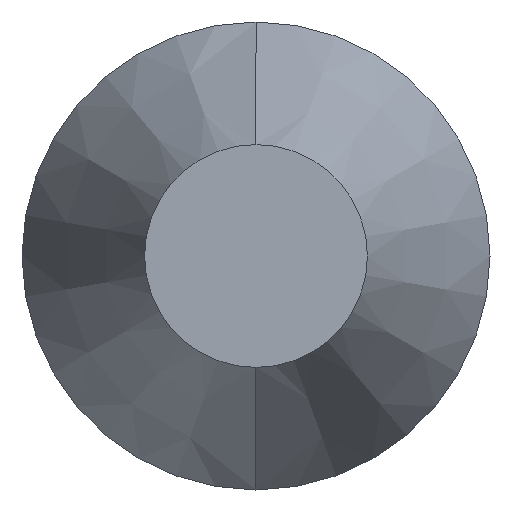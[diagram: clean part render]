
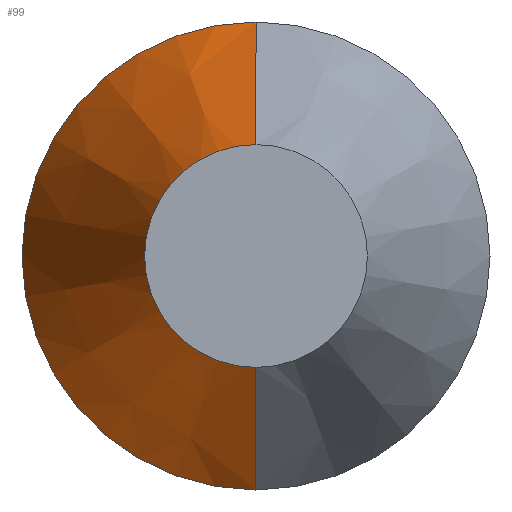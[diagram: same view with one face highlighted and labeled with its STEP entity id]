
A CAD part, left-side view. The second image highlights one B-rep face of the part: STEP entity #99.
In plain terms, the highlighted conical face has half-angle 22.416 degrees and reference radius 80.01 mm.
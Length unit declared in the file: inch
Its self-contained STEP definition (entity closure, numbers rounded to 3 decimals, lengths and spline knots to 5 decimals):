
#2 = ORIENTED_EDGE ( 'NONE', *, *, #241, .F. ) ;
#5 = ORIENTED_EDGE ( 'NONE', *, *, #248, .T. ) ;
#20 = VERTEX_POINT ( 'NONE', #222 ) ;
#30 = CARTESIAN_POINT ( 'NONE',  ( 5.5, 0., 0. ) ) ;
#31 = AXIS2_PLACEMENT_3D ( 'NONE', #30, #50, #234 ) ;
#38 = CARTESIAN_POINT ( 'NONE',  ( 5.5, 0., -3.15 ) ) ;
#48 = VERTEX_POINT ( 'NONE', #67 ) ;
#50 = DIRECTION ( 'NONE',  ( 1., 0., 0. ) ) ;
#66 = VECTOR ( 'NONE', #121, 39.37008 ) ;
#67 = CARTESIAN_POINT ( 'NONE',  ( 5.5, 0., 3.15 ) ) ;
#85 = AXIS2_PLACEMENT_3D ( 'NONE', #162, #251, #181 ) ;
#87 = VERTEX_POINT ( 'NONE', #208 ) ;
#89 = CARTESIAN_POINT ( 'NONE',  ( 5.5, 0., 3.15 ) ) ;
#99 = ADVANCED_FACE ( 'NONE', ( #146 ), #230, .T. ) ;
#102 = AXIS2_PLACEMENT_3D ( 'NONE', #236, #174, #219 ) ;
#108 = ORIENTED_EDGE ( 'NONE', *, *, #277, .T. ) ;
#121 = DIRECTION ( 'NONE',  ( 0.924, 0., -0.381 ) ) ;
#123 = VECTOR ( 'NONE', #177, 39.37008 ) ;
#136 = LINE ( 'NONE', #89, #123 ) ;
#137 = EDGE_LOOP ( 'NONE', ( #156, #108, #5, #2 ) ) ;
#146 = FACE_OUTER_BOUND ( 'NONE', #137, .T. ) ;
#149 = CARTESIAN_POINT ( 'NONE',  ( 1.5, 0., 1.5 ) ) ;
#156 = ORIENTED_EDGE ( 'NONE', *, *, #189, .F. ) ;
#162 = CARTESIAN_POINT ( 'NONE',  ( 1.5, 0., 0. ) ) ;
#168 = LINE ( 'NONE', #38, #66 ) ;
#174 = DIRECTION ( 'NONE',  ( -1., 0., 0. ) ) ;
#177 = DIRECTION ( 'NONE',  ( 0.924, 0., 0.381 ) ) ;
#181 = DIRECTION ( 'NONE',  ( 0., 0., 1. ) ) ;
#182 = CIRCLE ( 'NONE', #85, 1.5 ) ;
#189 = EDGE_CURVE ( 'NONE', #243, #20, #182, .T. ) ;
#208 = CARTESIAN_POINT ( 'NONE',  ( 5.5, 0., -3.15 ) ) ;
#219 = DIRECTION ( 'NONE',  ( 0., 0., 1. ) ) ;
#222 = CARTESIAN_POINT ( 'NONE',  ( 1.5, 0., -1.5 ) ) ;
#230 = CONICAL_SURFACE ( 'NONE', #31, 3.15, 0.391 ) ;
#234 = DIRECTION ( 'NONE',  ( 0., 0., -1. ) ) ;
#236 = CARTESIAN_POINT ( 'NONE',  ( 5.5, 0., 0. ) ) ;
#241 = EDGE_CURVE ( 'NONE', #20, #87, #168, .T. ) ;
#243 = VERTEX_POINT ( 'NONE', #149 ) ;
#248 = EDGE_CURVE ( 'NONE', #48, #87, #275, .T. ) ;
#251 = DIRECTION ( 'NONE',  ( -1., 0., 0. ) ) ;
#275 = CIRCLE ( 'NONE', #102, 3.15 ) ;
#277 = EDGE_CURVE ( 'NONE', #243, #48, #136, .T. ) ;
